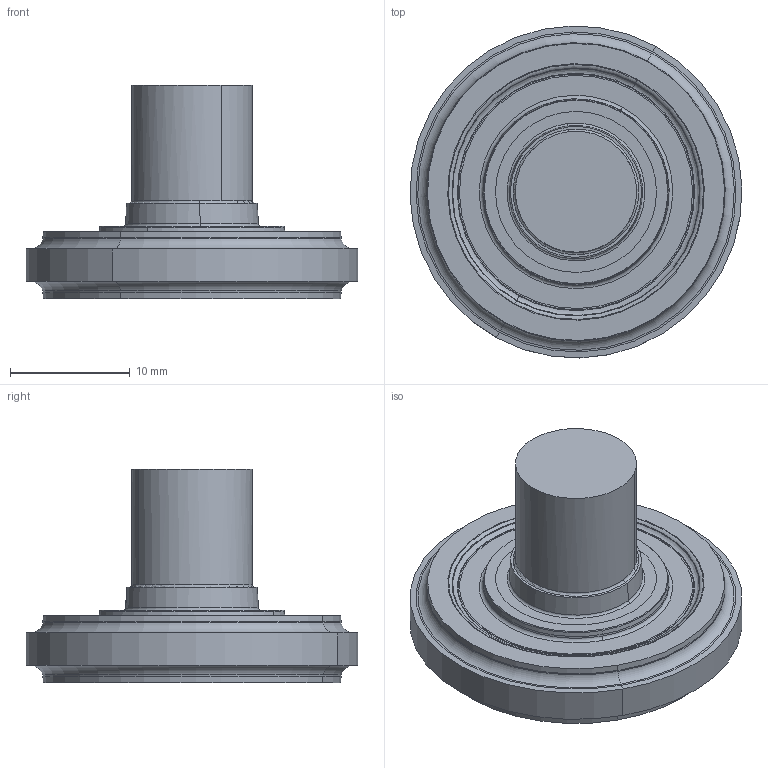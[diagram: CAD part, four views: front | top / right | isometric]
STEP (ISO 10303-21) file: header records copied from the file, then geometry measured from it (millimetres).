
FILE_DESCRIPTION(('CATIA V5 STEP','CAx-IF Rec.Pracs.--- Model Styling and Organization---1.2---2011-12-15'),'2;1');
FILE_NAME('6411391.stp','2017-09-03T09:43:43+00:00',('none'),('none'),'CATIA Version 5 Release 21 SP 5 (IN-10)','CATIA V5 STEP AP214','none');
FILE_SCHEMA(('AUTOMOTIVE_DESIGN { 1 0 10303 214 1 1 1 1 }'));
Length unit declared in the file: millimetre
Products named in the file (1): MM GRIT 28P-2.7-DR1.0 528 
Bounding box: 27.69 x 27.69 x 17.8 mm (x, y, z)
Volume: 3896.9 mm3; surface area: 2704.5 mm2
Topology: 2 solids, 2 shells, 69 faces, 138 edges, 82 vertices
Faces by surface type: cone 32, torus 18, plane 13, cylinder 6
Entity records: 1642 total; most frequent: CARTESIAN_POINT 293, ORIENTED_EDGE 276, DIRECTION 224, AXIS2_PLACEMENT_3D 143, EDGE_CURVE 138, CIRCLE 98, VERTEX_POINT 82, EDGE_LOOP 80
